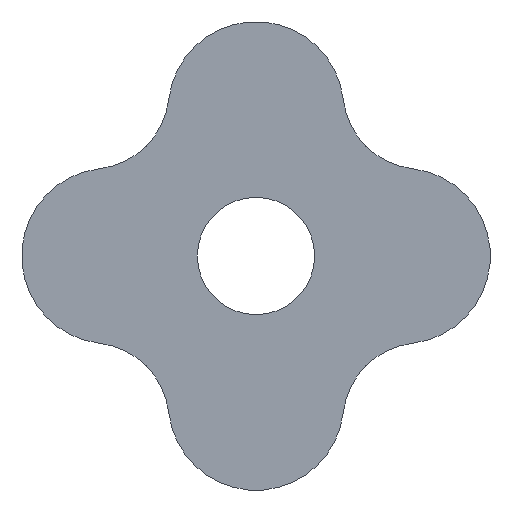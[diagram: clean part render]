
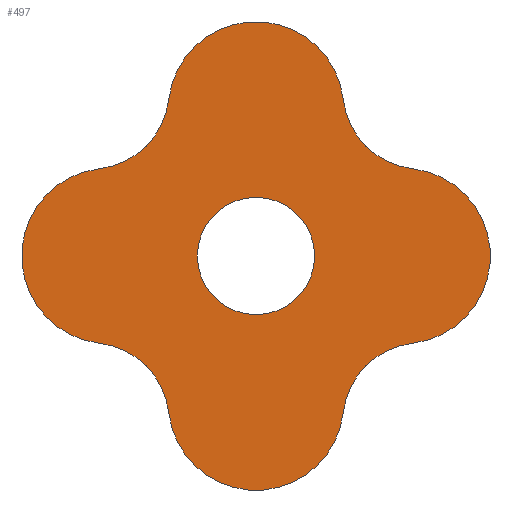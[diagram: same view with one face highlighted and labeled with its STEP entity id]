
A CAD part, front view. The second image highlights one B-rep face of the part: STEP entity #497.
In plain terms, the highlighted planar face has unit normal (0, -1, 0).
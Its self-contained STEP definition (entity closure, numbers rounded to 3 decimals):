
#15=FACE_BOUND('',#59,.T.);
#18=PLANE('',#541);
#30=FACE_OUTER_BOUND('',#58,.T.);
#58=EDGE_LOOP('',(#333,#334,#335,#336,#337,#338,#339,#340));
#59=EDGE_LOOP('',(#341));
#170=CIRCLE('',#539,2.);
#172=CIRCLE('',#542,3.);
#173=CIRCLE('',#543,2.695);
#174=CIRCLE('',#544,3.);
#175=CIRCLE('',#545,2.695);
#176=CIRCLE('',#546,3.);
#177=CIRCLE('',#547,2.695);
#178=CIRCLE('',#548,3.);
#179=CIRCLE('',#549,2.695);
#204=VERTEX_POINT('',#769);
#206=VERTEX_POINT('',#775);
#207=VERTEX_POINT('',#776);
#208=VERTEX_POINT('',#778);
#209=VERTEX_POINT('',#780);
#210=VERTEX_POINT('',#782);
#211=VERTEX_POINT('',#784);
#212=VERTEX_POINT('',#786);
#213=VERTEX_POINT('',#788);
#254=EDGE_CURVE('',#204,#204,#170,.T.);
#257=EDGE_CURVE('',#206,#207,#172,.T.);
#258=EDGE_CURVE('',#208,#206,#173,.T.);
#259=EDGE_CURVE('',#209,#208,#174,.T.);
#260=EDGE_CURVE('',#210,#209,#175,.T.);
#261=EDGE_CURVE('',#211,#210,#176,.T.);
#262=EDGE_CURVE('',#212,#211,#177,.T.);
#263=EDGE_CURVE('',#213,#212,#178,.T.);
#264=EDGE_CURVE('',#207,#213,#179,.T.);
#333=ORIENTED_EDGE('',*,*,#257,.F.);
#334=ORIENTED_EDGE('',*,*,#258,.F.);
#335=ORIENTED_EDGE('',*,*,#259,.F.);
#336=ORIENTED_EDGE('',*,*,#260,.F.);
#337=ORIENTED_EDGE('',*,*,#261,.F.);
#338=ORIENTED_EDGE('',*,*,#262,.F.);
#339=ORIENTED_EDGE('',*,*,#263,.F.);
#340=ORIENTED_EDGE('',*,*,#264,.F.);
#341=ORIENTED_EDGE('',*,*,#254,.T.);
#497=ADVANCED_FACE('',(#30,#15),#18,.T.);
#539=AXIS2_PLACEMENT_3D('',#770,#604,#605);
#541=AXIS2_PLACEMENT_3D('',#774,#609,#610);
#542=AXIS2_PLACEMENT_3D('',#777,#611,#612);
#543=AXIS2_PLACEMENT_3D('',#779,#613,#614);
#544=AXIS2_PLACEMENT_3D('',#781,#615,#616);
#545=AXIS2_PLACEMENT_3D('',#783,#617,#618);
#546=AXIS2_PLACEMENT_3D('',#785,#619,#620);
#547=AXIS2_PLACEMENT_3D('',#787,#621,#622);
#548=AXIS2_PLACEMENT_3D('',#789,#623,#624);
#549=AXIS2_PLACEMENT_3D('',#790,#625,#626);
#604=DIRECTION('center_axis',(0.,1.,0.));
#605=DIRECTION('ref_axis',(1.,0.,0.));
#609=DIRECTION('center_axis',(0.,-1.,0.));
#610=DIRECTION('ref_axis',(1.,0.,0.));
#611=DIRECTION('center_axis',(0.,1.,0.));
#612=DIRECTION('ref_axis',(-1.,0.,0.));
#613=DIRECTION('center_axis',(0.,-1.,0.));
#614=DIRECTION('ref_axis',(-0.993,0.,0.115));
#615=DIRECTION('center_axis',(0.,1.,0.));
#616=DIRECTION('ref_axis',(-1.,0.,0.));
#617=DIRECTION('center_axis',(0.,-1.,0.));
#618=DIRECTION('ref_axis',(-0.115,0.,-0.993));
#619=DIRECTION('center_axis',(0.,1.,0.));
#620=DIRECTION('ref_axis',(-1.,0.,0.));
#621=DIRECTION('center_axis',(0.,-1.,0.));
#622=DIRECTION('ref_axis',(0.993,0.,-0.115));
#623=DIRECTION('center_axis',(0.,1.,0.));
#624=DIRECTION('ref_axis',(-1.,0.,0.));
#625=DIRECTION('center_axis',(0.,-1.,0.));
#626=DIRECTION('ref_axis',(0.115,0.,0.993));
#769=CARTESIAN_POINT('',(-2.,0.325,0.));
#770=CARTESIAN_POINT('Origin',(0.,0.325,0.));
#774=CARTESIAN_POINT('Origin',(0.,0.325,0.));
#775=CARTESIAN_POINT('',(2.98,0.325,-5.346));
#776=CARTESIAN_POINT('',(-2.98,0.325,-5.346));
#777=CARTESIAN_POINT('Origin',(0.,0.325,-5.));
#778=CARTESIAN_POINT('',(5.346,0.325,-2.98));
#779=CARTESIAN_POINT('Origin',(5.657,0.325,-5.657));
#780=CARTESIAN_POINT('',(5.346,0.325,2.98));
#781=CARTESIAN_POINT('Origin',(5.,0.325,0.));
#782=CARTESIAN_POINT('',(2.98,0.325,5.346));
#783=CARTESIAN_POINT('Origin',(5.657,0.325,5.657));
#784=CARTESIAN_POINT('',(-2.98,0.325,5.346));
#785=CARTESIAN_POINT('Origin',(0.,0.325,5.));
#786=CARTESIAN_POINT('',(-5.346,0.325,2.98));
#787=CARTESIAN_POINT('Origin',(-5.657,0.325,5.657));
#788=CARTESIAN_POINT('',(-5.346,0.325,-2.98));
#789=CARTESIAN_POINT('Origin',(-5.,0.325,0.));
#790=CARTESIAN_POINT('Origin',(-5.657,0.325,-5.657));
